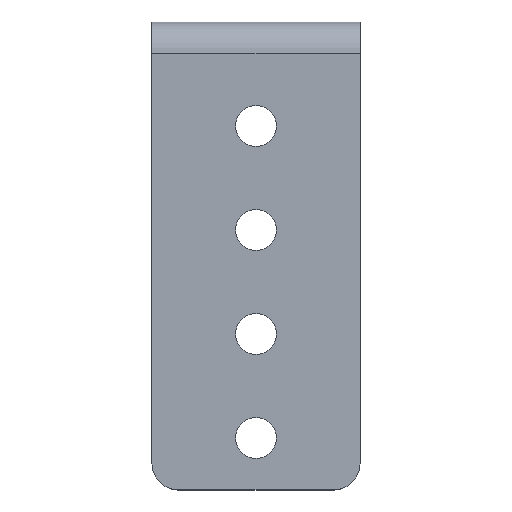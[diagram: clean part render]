
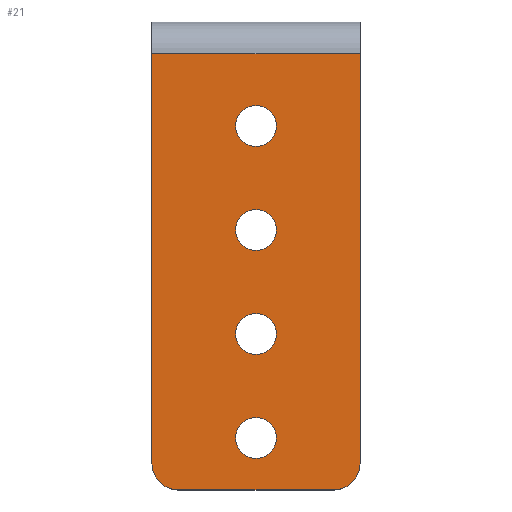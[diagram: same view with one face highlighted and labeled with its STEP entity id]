
A CAD part, top view. The second image highlights one B-rep face of the part: STEP entity #21.
In plain terms, the highlighted planar face has unit normal (0, 0, 1).
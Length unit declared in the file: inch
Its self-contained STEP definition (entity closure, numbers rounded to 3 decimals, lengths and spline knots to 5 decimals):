
#5 = CARTESIAN_POINT ( 'NONE',  ( 0.5, -2.098, 0. ) ) ;
#20 = DIRECTION ( 'NONE',  ( 0., 0., -1. ) ) ;
#21 = ADVANCED_FACE ( 'NONE', ( #455, #718, #43, #732, #213 ), #294, .F. ) ;
#34 = CARTESIAN_POINT ( 'NONE',  ( 0.875, -2.25, 0. ) ) ;
#43 = FACE_BOUND ( 'NONE', #81, .T. ) ;
#49 = DIRECTION ( 'NONE',  ( 0., 0., 1. ) ) ;
#56 = CARTESIAN_POINT ( 'NONE',  ( 0.5, -0.5, 0. ) ) ;
#79 = DIRECTION ( 'NONE',  ( 0., 0., -1. ) ) ;
#81 = EDGE_LOOP ( 'NONE', ( #304, #502 ) ) ;
#105 = VERTEX_POINT ( 'NONE', #728 ) ;
#128 = AXIS2_PLACEMENT_3D ( 'NONE', #802, #550, #817 ) ;
#129 = CARTESIAN_POINT ( 'NONE',  ( 0., -2.125, 0. ) ) ;
#134 = VERTEX_POINT ( 'NONE', #645 ) ;
#152 = EDGE_CURVE ( 'NONE', #1003, #895, #396, .T. ) ;
#153 = ORIENTED_EDGE ( 'NONE', *, *, #807, .T. ) ;
#159 = VERTEX_POINT ( 'NONE', #129 ) ;
#171 = EDGE_LOOP ( 'NONE', ( #153, #444 ) ) ;
#180 = ORIENTED_EDGE ( 'NONE', *, *, #516, .T. ) ;
#181 = EDGE_CURVE ( 'NONE', #508, #963, #998, .T. ) ;
#182 = ORIENTED_EDGE ( 'NONE', *, *, #1117, .T. ) ;
#188 = VECTOR ( 'NONE', #1050, 39.37008 ) ;
#200 = CARTESIAN_POINT ( 'NONE',  ( 0.5, -2., 0. ) ) ;
#209 = CARTESIAN_POINT ( 'NONE',  ( 0.5, -1., 0. ) ) ;
#213 = FACE_OUTER_BOUND ( 'NONE', #862, .T. ) ;
#224 = CIRCLE ( 'NONE', #310, 0.125 ) ;
#227 = CARTESIAN_POINT ( 'NONE',  ( 0.5, -1.902, 0. ) ) ;
#247 = EDGE_CURVE ( 'NONE', #134, #865, #317, .T. ) ;
#258 = VERTEX_POINT ( 'NONE', #759 ) ;
#265 = CARTESIAN_POINT ( 'NONE',  ( 0.5, -2., 0. ) ) ;
#272 = CARTESIAN_POINT ( 'NONE',  ( 0., -0.154, 0. ) ) ;
#274 = DIRECTION ( 'NONE',  ( 0., 0., -1. ) ) ;
#294 = PLANE ( 'NONE',  #128 ) ;
#303 = DIRECTION ( 'NONE',  ( 1., 0., 0. ) ) ;
#304 = ORIENTED_EDGE ( 'NONE', *, *, #152, .T. ) ;
#305 = VERTEX_POINT ( 'NONE', #1013 ) ;
#306 = DIRECTION ( 'NONE',  ( 0., 1., 0. ) ) ;
#310 = AXIS2_PLACEMENT_3D ( 'NONE', #492, #671, #676 ) ;
#313 = CARTESIAN_POINT ( 'NONE',  ( 0.875, -2.125, 0. ) ) ;
#316 = CIRCLE ( 'NONE', #558, 0.098 ) ;
#317 = LINE ( 'NONE', #476, #565 ) ;
#318 = ORIENTED_EDGE ( 'NONE', *, *, #737, .F. ) ;
#325 = ORIENTED_EDGE ( 'NONE', *, *, #801, .T. ) ;
#341 = CIRCLE ( 'NONE', #483, 0.125 ) ;
#346 = DIRECTION ( 'NONE',  ( 1., 0., 0. ) ) ;
#396 = CIRCLE ( 'NONE', #945, 0.098 ) ;
#397 = DIRECTION ( 'NONE',  ( 0., 0., -1. ) ) ;
#407 = CIRCLE ( 'NONE', #993, 0.098 ) ;
#413 = LINE ( 'NONE', #515, #874 ) ;
#426 = VERTEX_POINT ( 'NONE', #5 ) ;
#428 = CIRCLE ( 'NONE', #902, 0.098 ) ;
#429 = AXIS2_PLACEMENT_3D ( 'NONE', #766, #274, #585 ) ;
#444 = ORIENTED_EDGE ( 'NONE', *, *, #954, .T. ) ;
#453 = CARTESIAN_POINT ( 'NONE',  ( 0.5, -1.402, 0. ) ) ;
#455 = FACE_BOUND ( 'NONE', #780, .T. ) ;
#470 = CARTESIAN_POINT ( 'NONE',  ( 0.5, -0.902, 0. ) ) ;
#476 = CARTESIAN_POINT ( 'NONE',  ( 0., -2.25, 0. ) ) ;
#482 = CARTESIAN_POINT ( 'NONE',  ( 0.5, -1.5, 0. ) ) ;
#483 = AXIS2_PLACEMENT_3D ( 'NONE', #313, #49, #1011 ) ;
#492 = CARTESIAN_POINT ( 'NONE',  ( 0.125, -2.125, 0. ) ) ;
#502 = ORIENTED_EDGE ( 'NONE', *, *, #656, .T. ) ;
#508 = VERTEX_POINT ( 'NONE', #453 ) ;
#515 = CARTESIAN_POINT ( 'NONE',  ( 1., -0.154, 0. ) ) ;
#516 = EDGE_CURVE ( 'NONE', #602, #159, #536, .T. ) ;
#536 = LINE ( 'NONE', #721, #787 ) ;
#550 = DIRECTION ( 'NONE',  ( 0., 0., -1. ) ) ;
#558 = AXIS2_PLACEMENT_3D ( 'NONE', #56, #1089, #581 ) ;
#565 = VECTOR ( 'NONE', #303, 39.37008 ) ;
#581 = DIRECTION ( 'NONE',  ( 0., 1., 0. ) ) ;
#585 = DIRECTION ( 'NONE',  ( 0., 1., 0. ) ) ;
#602 = VERTEX_POINT ( 'NONE', #272 ) ;
#614 = DIRECTION ( 'NONE',  ( 0., 1., 0. ) ) ;
#617 = EDGE_CURVE ( 'NONE', #159, #134, #224, .T. ) ;
#624 = ORIENTED_EDGE ( 'NONE', *, *, #181, .T. ) ;
#645 = CARTESIAN_POINT ( 'NONE',  ( 0.125, -2.25, 0. ) ) ;
#654 = DIRECTION ( 'NONE',  ( 0., 1., 0. ) ) ;
#656 = EDGE_CURVE ( 'NONE', #895, #1003, #1119, .T. ) ;
#665 = DIRECTION ( 'NONE',  ( 0., 0., -1. ) ) ;
#671 = DIRECTION ( 'NONE',  ( 0., 0., 1. ) ) ;
#676 = DIRECTION ( 'NONE',  ( 0., 1., 0. ) ) ;
#684 = AXIS2_PLACEMENT_3D ( 'NONE', #1111, #1091, #654 ) ;
#685 = VERTEX_POINT ( 'NONE', #227 ) ;
#718 = FACE_BOUND ( 'NONE', #1020, .T. ) ;
#721 = CARTESIAN_POINT ( 'NONE',  ( 0., 0., 0. ) ) ;
#728 = CARTESIAN_POINT ( 'NONE',  ( 0.5, -0.402, 0. ) ) ;
#731 = ORIENTED_EDGE ( 'NONE', *, *, #247, .T. ) ;
#732 = FACE_BOUND ( 'NONE', #171, .T. ) ;
#734 = DIRECTION ( 'NONE',  ( 0., 1., 0. ) ) ;
#737 = EDGE_CURVE ( 'NONE', #602, #305, #413, .T. ) ;
#745 = ORIENTED_EDGE ( 'NONE', *, *, #976, .T. ) ;
#759 = CARTESIAN_POINT ( 'NONE',  ( 0.5, -0.598, 0. ) ) ;
#762 = LINE ( 'NONE', #863, #188 ) ;
#766 = CARTESIAN_POINT ( 'NONE',  ( 0.5, -0.5, 0. ) ) ;
#780 = EDGE_LOOP ( 'NONE', ( #910, #182 ) ) ;
#787 = VECTOR ( 'NONE', #1080, 39.37008 ) ;
#801 = EDGE_CURVE ( 'NONE', #849, #305, #762, .T. ) ;
#802 = CARTESIAN_POINT ( 'NONE',  ( 0., 0., 0. ) ) ;
#807 = EDGE_CURVE ( 'NONE', #685, #426, #1026, .T. ) ;
#810 = CIRCLE ( 'NONE', #429, 0.098 ) ;
#817 = DIRECTION ( 'NONE',  ( 0., 1., 0. ) ) ;
#849 = VERTEX_POINT ( 'NONE', #983 ) ;
#862 = EDGE_LOOP ( 'NONE', ( #180, #1060, #731, #999, #325, #318 ) ) ;
#863 = CARTESIAN_POINT ( 'NONE',  ( 1., 0., 0. ) ) ;
#865 = VERTEX_POINT ( 'NONE', #34 ) ;
#874 = VECTOR ( 'NONE', #346, 39.37008 ) ;
#895 = VERTEX_POINT ( 'NONE', #1078 ) ;
#902 = AXIS2_PLACEMENT_3D ( 'NONE', #925, #665, #734 ) ;
#904 = CARTESIAN_POINT ( 'NONE',  ( 0.5, -1.598, 0. ) ) ;
#906 = DIRECTION ( 'NONE',  ( 0., 1., 0. ) ) ;
#909 = DIRECTION ( 'NONE',  ( 0., 1., 0. ) ) ;
#910 = ORIENTED_EDGE ( 'NONE', *, *, #1010, .T. ) ;
#925 = CARTESIAN_POINT ( 'NONE',  ( 0.5, -1.5, 0. ) ) ;
#945 = AXIS2_PLACEMENT_3D ( 'NONE', #209, #1083, #906 ) ;
#954 = EDGE_CURVE ( 'NONE', #426, #685, #407, .T. ) ;
#963 = VERTEX_POINT ( 'NONE', #904 ) ;
#976 = EDGE_CURVE ( 'NONE', #963, #508, #428, .T. ) ;
#983 = CARTESIAN_POINT ( 'NONE',  ( 1., -2.125, 0. ) ) ;
#993 = AXIS2_PLACEMENT_3D ( 'NONE', #200, #20, #306 ) ;
#998 = CIRCLE ( 'NONE', #1059, 0.098 ) ;
#999 = ORIENTED_EDGE ( 'NONE', *, *, #1079, .T. ) ;
#1003 = VERTEX_POINT ( 'NONE', #470 ) ;
#1010 = EDGE_CURVE ( 'NONE', #105, #258, #316, .T. ) ;
#1011 = DIRECTION ( 'NONE',  ( 0., 1., 0. ) ) ;
#1013 = CARTESIAN_POINT ( 'NONE',  ( 1., -0.154, 0. ) ) ;
#1020 = EDGE_LOOP ( 'NONE', ( #624, #745 ) ) ;
#1026 = CIRCLE ( 'NONE', #1082, 0.098 ) ;
#1050 = DIRECTION ( 'NONE',  ( 0., 1., 0. ) ) ;
#1059 = AXIS2_PLACEMENT_3D ( 'NONE', #482, #397, #909 ) ;
#1060 = ORIENTED_EDGE ( 'NONE', *, *, #617, .T. ) ;
#1078 = CARTESIAN_POINT ( 'NONE',  ( 0.5, -1.098, 0. ) ) ;
#1079 = EDGE_CURVE ( 'NONE', #865, #849, #341, .T. ) ;
#1080 = DIRECTION ( 'NONE',  ( 0., -1., 0. ) ) ;
#1082 = AXIS2_PLACEMENT_3D ( 'NONE', #265, #79, #614 ) ;
#1083 = DIRECTION ( 'NONE',  ( 0., 0., -1. ) ) ;
#1089 = DIRECTION ( 'NONE',  ( 0., 0., -1. ) ) ;
#1091 = DIRECTION ( 'NONE',  ( 0., 0., -1. ) ) ;
#1111 = CARTESIAN_POINT ( 'NONE',  ( 0.5, -1., 0. ) ) ;
#1117 = EDGE_CURVE ( 'NONE', #258, #105, #810, .T. ) ;
#1119 = CIRCLE ( 'NONE', #684, 0.098 ) ;
